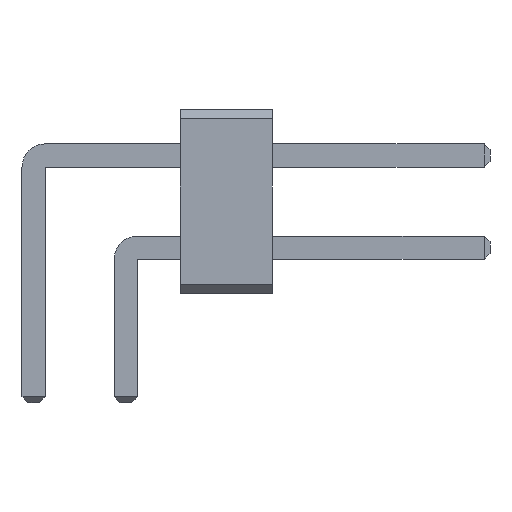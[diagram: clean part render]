
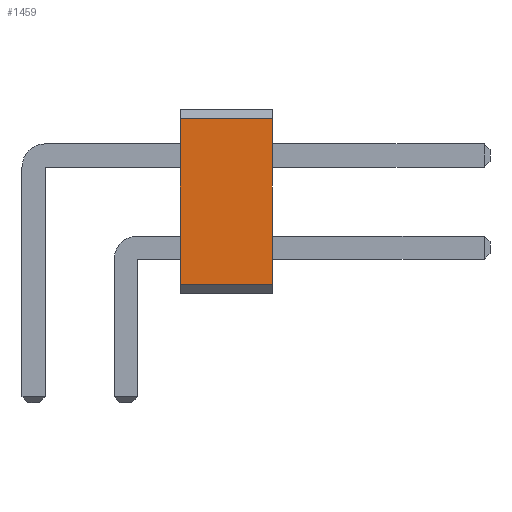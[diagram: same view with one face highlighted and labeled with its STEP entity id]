
A CAD part, front view. The second image highlights one B-rep face of the part: STEP entity #1459.
In plain terms, the highlighted planar face has unit normal (0, -1, 0).
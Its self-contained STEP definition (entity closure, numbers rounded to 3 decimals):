
#13=DIRECTION('',(0.,0.,1.));
#27=VECTOR('',#28,1.);
#28=DIRECTION('',(1.,0.,0.));
#57=DIRECTION('',(0.,-1.,0.));
#1446=VERTEX_POINT('',#1447);
#1447=CARTESIAN_POINT('',(6.58,-62.23,0.254));
#1450=EDGE_CURVE('',#1451,#1446,#1453,.T.);
#1451=VERTEX_POINT('',#1452);
#1452=CARTESIAN_POINT('',(4.04,-62.23,0.254));
#1453=LINE('',#1452,#27);
#1459=ADVANCED_FACE('',(#1460),#1477,.T.);
#1460=FACE_BOUND('',#1461,.T.);
#1461=EDGE_LOOP('',(#1462,#1463,#1469,#1474));
#1462=ORIENTED_EDGE('',*,*,#1450,.T.);
#1463=ORIENTED_EDGE('',*,*,#1464,.T.);
#1464=EDGE_CURVE('',#1446,#1465,#1467,.T.);
#1465=VERTEX_POINT('',#1466);
#1466=CARTESIAN_POINT('',(6.58,-62.23,4.826));
#1467=LINE('',#1447,#1468);
#1468=VECTOR('',#13,1.);
#1469=ORIENTED_EDGE('',*,*,#1470,.F.);
#1470=EDGE_CURVE('',#1471,#1465,#1473,.T.);
#1471=VERTEX_POINT('',#1472);
#1472=CARTESIAN_POINT('',(4.04,-62.23,4.826));
#1473=LINE('',#1472,#27);
#1474=ORIENTED_EDGE('',*,*,#1475,.F.);
#1475=EDGE_CURVE('',#1451,#1471,#1476,.T.);
#1476=LINE('',#1452,#1468);
#1477=PLANE('',#1478);
#1478=AXIS2_PLACEMENT_3D('',#1452,#57,#13);
